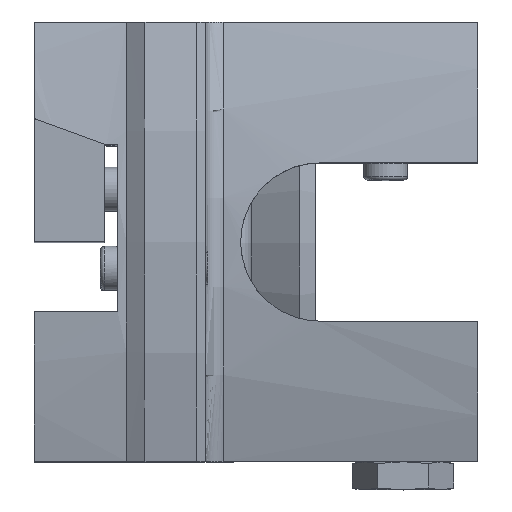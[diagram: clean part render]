
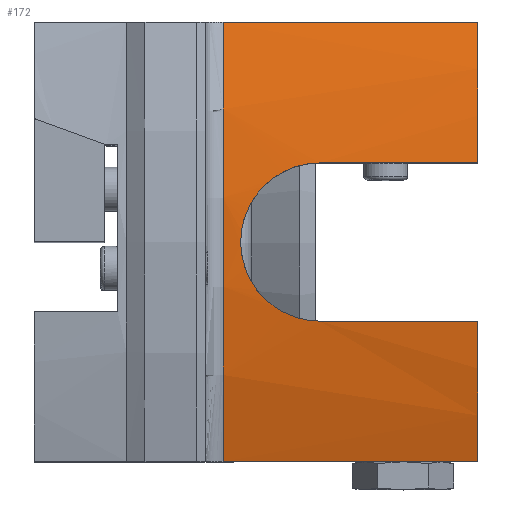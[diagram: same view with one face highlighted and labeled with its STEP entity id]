
A CAD part, top view. The second image highlights one B-rep face of the part: STEP entity #172.
In plain terms, the highlighted cylindrical face has radius 86 mm (diameter 172 mm), a partial arc.
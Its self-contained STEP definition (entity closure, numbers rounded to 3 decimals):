
#45=CYLINDRICAL_SURFACE('',#1715,86.);
#90=FACE_OUTER_BOUND('',#415,.T.);
#172=ADVANCED_FACE('',(#90),#45,.T.);
#320=CIRCLE('',#1712,86.);
#321=CIRCLE('',#1713,86.);
#322=CIRCLE('',#1714,86.);
#415=EDGE_LOOP('',(#648,#649,#650,#651,#652,#653,#654,#655));
#532=B_SPLINE_CURVE_WITH_KNOTS('',3,(#2522,#2523,#2524,#2525,#2526,#2527,
#2528,#2529,#2530,#2531),.UNSPECIFIED.,.F.,.F.,(4,2,2,2,4),(0.,0.25,0.5,
0.75,1.),.UNSPECIFIED.);
#648=ORIENTED_EDGE('',*,*,#1282,.F.);
#649=ORIENTED_EDGE('',*,*,#1283,.F.);
#650=ORIENTED_EDGE('',*,*,#1284,.F.);
#651=ORIENTED_EDGE('',*,*,#1285,.T.);
#652=ORIENTED_EDGE('',*,*,#1286,.F.);
#653=ORIENTED_EDGE('',*,*,#1287,.F.);
#654=ORIENTED_EDGE('',*,*,#1216,.F.);
#655=ORIENTED_EDGE('',*,*,#1288,.T.);
#1056=VERTEX_POINT('',#2295);
#1057=VERTEX_POINT('',#2296);
#1117=VERTEX_POINT('',#2520);
#1118=VERTEX_POINT('',#2521);
#1119=VERTEX_POINT('',#2532);
#1120=VERTEX_POINT('',#2534);
#1121=VERTEX_POINT('',#2536);
#1122=VERTEX_POINT('',#2538);
#1216=EDGE_CURVE('',#1056,#1057,#1456,.T.);
#1282=EDGE_CURVE('',#1117,#1118,#1494,.T.);
#1283=EDGE_CURVE('',#1119,#1117,#532,.T.);
#1284=EDGE_CURVE('',#1120,#1119,#1495,.T.);
#1285=EDGE_CURVE('',#1120,#1121,#320,.T.);
#1286=EDGE_CURVE('',#1122,#1121,#1496,.T.);
#1287=EDGE_CURVE('',#1057,#1122,#321,.T.);
#1288=EDGE_CURVE('',#1056,#1118,#322,.T.);
#1456=LINE('',#2294,#1572);
#1494=LINE('',#2519,#1610);
#1495=LINE('',#2533,#1611);
#1496=LINE('',#2537,#1612);
#1572=VECTOR('',#1853,1.);
#1610=VECTOR('',#1937,1.);
#1611=VECTOR('',#1938,1.);
#1612=VECTOR('',#1941,1.);
#1712=AXIS2_PLACEMENT_3D('',#2535,#1939,#1940);
#1713=AXIS2_PLACEMENT_3D('',#2539,#1942,#1943);
#1714=AXIS2_PLACEMENT_3D('',#2540,#1944,#1945);
#1715=AXIS2_PLACEMENT_3D('',#2541,#1946,#1947);
#1853=DIRECTION('',(-1.,0.,0.));
#1937=DIRECTION('',(1.,0.,0.));
#1938=DIRECTION('',(-1.,0.,0.));
#1939=DIRECTION('',(-1.,0.,0.));
#1940=DIRECTION('',(0.,1.,0.));
#1941=DIRECTION('',(1.,0.,0.));
#1942=DIRECTION('',(-1.,0.,0.));
#1943=DIRECTION('',(0.,1.,0.));
#1944=DIRECTION('',(-1.,0.,0.));
#1945=DIRECTION('',(0.,1.,0.));
#1946=DIRECTION('',(-1.,0.,0.));
#1947=DIRECTION('',(0.,1.,0.));
#2294=CARTESIAN_POINT('',(-22.533,-25.,7.286));
#2295=CARTESIAN_POINT('',(27.967,-25.,7.286));
#2296=CARTESIAN_POINT('',(-1.033,-25.,7.286));
#2519=CARTESIAN_POINT('',(-22.533,-9.,10.528));
#2520=CARTESIAN_POINT('',(9.967,-9.,10.528));
#2521=CARTESIAN_POINT('',(27.967,-9.,10.528));
#2522=CARTESIAN_POINT('',(9.967,9.,10.528));
#2523=CARTESIAN_POINT('',(7.587,9.,10.528));
#2524=CARTESIAN_POINT('',(5.262,8.023,10.641));
#2525=CARTESIAN_POINT('',(1.943,4.705,10.887));
#2526=CARTESIAN_POINT('',(0.968,2.356,11.));
#2527=CARTESIAN_POINT('',(0.965,-2.343,11.));
#2528=CARTESIAN_POINT('',(1.919,-4.678,10.889));
#2529=CARTESIAN_POINT('',(5.278,-8.041,10.64));
#2530=CARTESIAN_POINT('',(7.587,-9.,10.528));
#2531=CARTESIAN_POINT('',(9.967,-9.,10.528));
#2532=CARTESIAN_POINT('',(9.967,9.,10.528));
#2533=CARTESIAN_POINT('',(-22.533,9.,10.528));
#2534=CARTESIAN_POINT('',(27.967,9.,10.528));
#2535=CARTESIAN_POINT('',(27.967,0.,-75.));
#2536=CARTESIAN_POINT('',(27.967,25.,7.286));
#2537=CARTESIAN_POINT('',(-22.533,25.,7.286));
#2538=CARTESIAN_POINT('',(-1.033,25.,7.286));
#2539=CARTESIAN_POINT('',(-1.033,0.,-75.));
#2540=CARTESIAN_POINT('',(27.967,0.,-75.));
#2541=CARTESIAN_POINT('',(-22.533,0.,-75.));
